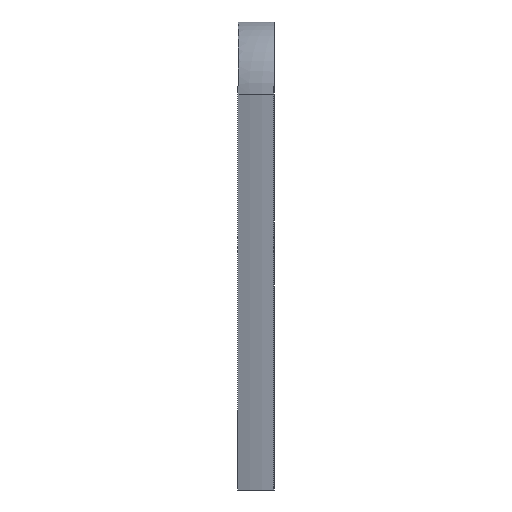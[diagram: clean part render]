
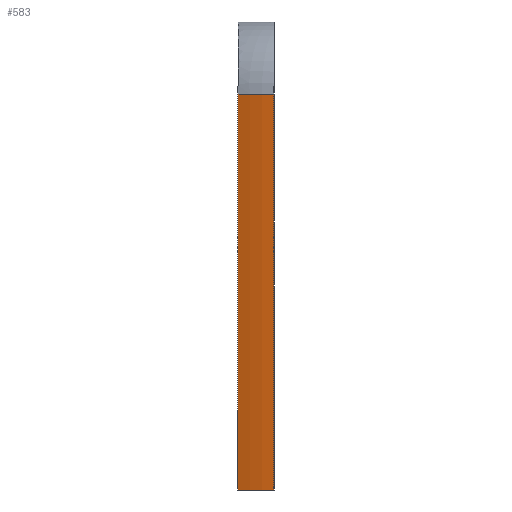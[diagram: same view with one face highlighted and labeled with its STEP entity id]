
A CAD part, front view. The second image highlights one B-rep face of the part: STEP entity #583.
In plain terms, the highlighted cylindrical face has radius 58 mm (diameter 116 mm), a partial arc.
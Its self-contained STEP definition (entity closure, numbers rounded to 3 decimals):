
#56=FACE_OUTER_BOUND('',#90,.T.);
#90=EDGE_LOOP('',(#466,#467,#468,#469));
#129=CIRCLE('',#645,58.);
#130=CIRCLE('',#647,58.);
#169=LINE('',#954,#226);
#173=LINE('',#992,#230);
#226=VECTOR('',#754,10.);
#230=VECTOR('',#774,10.);
#287=VERTEX_POINT('',#934);
#288=VERTEX_POINT('',#953);
#295=VERTEX_POINT('',#970);
#296=VERTEX_POINT('',#991);
#353=EDGE_CURVE('',#288,#287,#169,.T.);
#363=EDGE_CURVE('',#295,#287,#129,.T.);
#364=EDGE_CURVE('',#296,#295,#173,.T.);
#365=EDGE_CURVE('',#288,#296,#130,.T.);
#466=ORIENTED_EDGE('',*,*,#363,.F.);
#467=ORIENTED_EDGE('',*,*,#364,.F.);
#468=ORIENTED_EDGE('',*,*,#365,.F.);
#469=ORIENTED_EDGE('',*,*,#353,.T.);
#564=CYLINDRICAL_SURFACE('',#646,58.);
#583=ADVANCED_FACE('',(#56),#564,.T.);
#645=AXIS2_PLACEMENT_3D('',#989,#770,#771);
#646=AXIS2_PLACEMENT_3D('',#990,#772,#773);
#647=AXIS2_PLACEMENT_3D('',#993,#775,#776);
#754=DIRECTION('',(0.,0.,1.));
#770=DIRECTION('center_axis',(0.,0.,
1.));
#771=DIRECTION('ref_axis',(-0.316,-0.949,0.));
#772=DIRECTION('center_axis',(0.,0.,1.));
#773=DIRECTION('ref_axis',(-1.,0.,0.));
#774=DIRECTION('',(0.,0.,1.));
#775=DIRECTION('center_axis',(0.,0.,
-1.));
#776=DIRECTION('ref_axis',(-0.229,-0.973,0.));
#934=CARTESIAN_POINT('',(36.72,51.541,738.5));
#953=CARTESIAN_POINT('',(36.72,51.541,628.5));
#954=CARTESIAN_POINT('',(36.72,51.541,638.5));
#970=CARTESIAN_POINT('',(26.72,54.877,738.5));
#989=CARTESIAN_POINT('Origin',(50.,108.,738.5));
#990=CARTESIAN_POINT('Origin',(50.,108.,638.5));
#991=CARTESIAN_POINT('',(26.72,54.877,628.5));
#992=CARTESIAN_POINT('',(26.72,54.877,638.5));
#993=CARTESIAN_POINT('Origin',(50.,108.,628.5));
